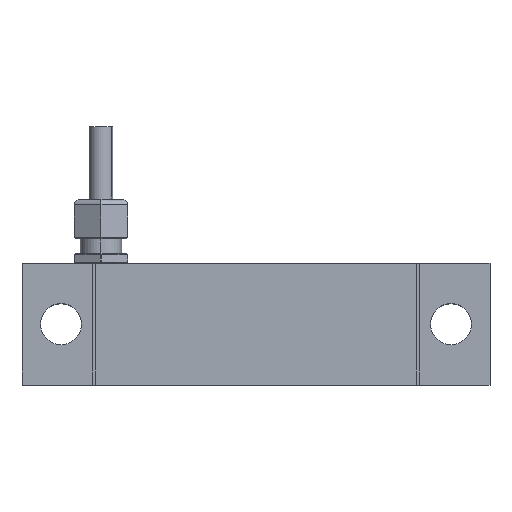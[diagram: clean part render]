
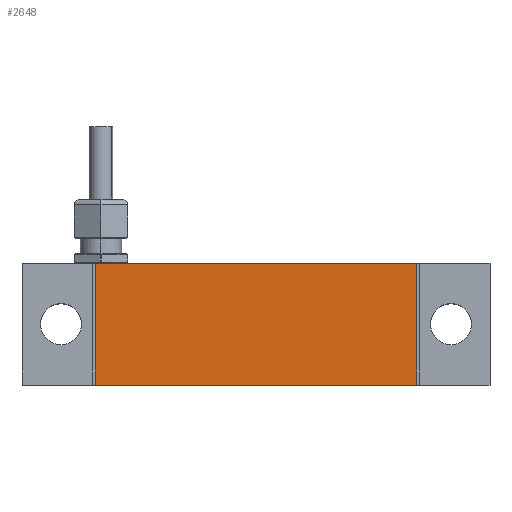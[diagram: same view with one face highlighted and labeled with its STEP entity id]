
A CAD part, top view. The second image highlights one B-rep face of the part: STEP entity #2648.
In plain terms, the highlighted planar face has unit normal (0, 0, 1).
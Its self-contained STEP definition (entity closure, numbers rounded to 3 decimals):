
#978 = VERTEX_POINT ( 'NONE', #7591 ) ;
#1670 = VECTOR ( 'NONE', #7289, 1000. ) ;
#1902 = VECTOR ( 'NONE', #6408, 1000. ) ;
#1918 = CARTESIAN_POINT ( 'NONE',  ( 81., 0., 14.5 ) ) ;
#2552 = CARTESIAN_POINT ( 'NONE',  ( 15., 0., 14.5 ) ) ;
#2648 = ADVANCED_FACE ( 'NONE', ( #5160 ), #2982, .T. ) ;
#2805 = CARTESIAN_POINT ( 'NONE',  ( 81., 25., 14.5 ) ) ;
#2968 = DIRECTION ( 'NONE',  ( 0., 1., 0. ) ) ;
#2982 = PLANE ( 'NONE',  #4695 ) ;
#2999 = DIRECTION ( 'NONE',  ( 0., 0., 1. ) ) ;
#3035 = LINE ( 'NONE', #5720, #1902 ) ;
#3613 = CARTESIAN_POINT ( 'NONE',  ( 81., 0., 14.5 ) ) ;
#4229 = LINE ( 'NONE', #4939, #5734 ) ;
#4431 = VERTEX_POINT ( 'NONE', #2552 ) ;
#4471 = VERTEX_POINT ( 'NONE', #1918 ) ;
#4695 = AXIS2_PLACEMENT_3D ( 'NONE', #6913, #2999, #7592 ) ;
#4939 = CARTESIAN_POINT ( 'NONE',  ( 15., 0., 14.5 ) ) ;
#5160 = FACE_OUTER_BOUND ( 'NONE', #5823, .T. ) ;
#5287 = EDGE_CURVE ( 'NONE', #6746, #4471, #8417, .T. ) ;
#5720 = CARTESIAN_POINT ( 'NONE',  ( 81., 25., 14.5 ) ) ;
#5734 = VECTOR ( 'NONE', #2968, 1000. ) ;
#5823 = EDGE_LOOP ( 'NONE', ( #7941, #7391, #7237, #6503 ) ) ;
#5935 = CARTESIAN_POINT ( 'NONE',  ( 81., 0., 14.5 ) ) ;
#6062 = LINE ( 'NONE', #3613, #7712 ) ;
#6408 = DIRECTION ( 'NONE',  ( 1., 0., 0. ) ) ;
#6503 = ORIENTED_EDGE ( 'NONE', *, *, #8302, .F. ) ;
#6746 = VERTEX_POINT ( 'NONE', #2805 ) ;
#6864 = DIRECTION ( 'NONE',  ( -1., 0., 0. ) ) ;
#6913 = CARTESIAN_POINT ( 'NONE',  ( 81., 25., 14.5 ) ) ;
#7237 = ORIENTED_EDGE ( 'NONE', *, *, #8353, .F. ) ;
#7289 = DIRECTION ( 'NONE',  ( 0., -1., 0. ) ) ;
#7331 = EDGE_CURVE ( 'NONE', #978, #6746, #3035, .T. ) ;
#7391 = ORIENTED_EDGE ( 'NONE', *, *, #7331, .F. ) ;
#7591 = CARTESIAN_POINT ( 'NONE',  ( 15., 25., 14.5 ) ) ;
#7592 = DIRECTION ( 'NONE',  ( 1., 0., 0. ) ) ;
#7712 = VECTOR ( 'NONE', #6864, 1000. ) ;
#7941 = ORIENTED_EDGE ( 'NONE', *, *, #5287, .F. ) ;
#8302 = EDGE_CURVE ( 'NONE', #4471, #4431, #6062, .T. ) ;
#8353 = EDGE_CURVE ( 'NONE', #4431, #978, #4229, .T. ) ;
#8417 = LINE ( 'NONE', #5935, #1670 ) ;
